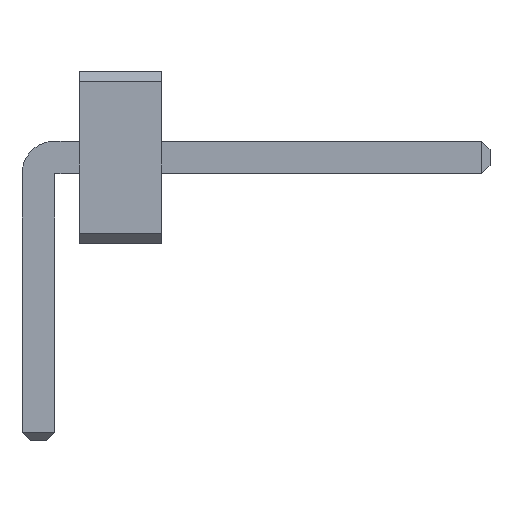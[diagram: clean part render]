
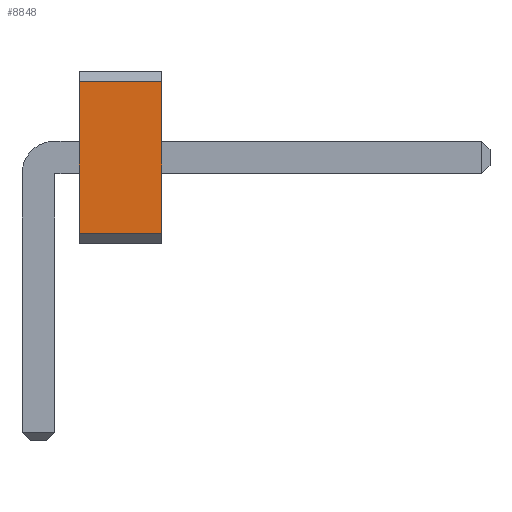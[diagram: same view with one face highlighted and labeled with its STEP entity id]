
A CAD part, front view. The second image highlights one B-rep face of the part: STEP entity #8848.
In plain terms, the highlighted planar face has unit normal (0, -1, 0).
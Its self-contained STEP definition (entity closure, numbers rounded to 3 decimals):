
#910 = VERTEX_POINT('',#911);
#911 = CARTESIAN_POINT('',(0.5,-41.275,1.973));
#917 = EDGE_CURVE('',#918,#910,#920,.T.);
#918 = VERTEX_POINT('',#919);
#919 = CARTESIAN_POINT('',(0.5,-41.275,0.127));
#920 = LINE('',#921,#922);
#921 = CARTESIAN_POINT('',(0.5,-41.275,0.127));
#922 = VECTOR('',#923,1.);
#923 = DIRECTION('',(0.,0.,1.));
#3617 = VERTEX_POINT('',#3618);
#3618 = CARTESIAN_POINT('',(1.5,-41.275,1.973));
#3624 = EDGE_CURVE('',#3625,#3617,#3627,.T.);
#3625 = VERTEX_POINT('',#3626);
#3626 = CARTESIAN_POINT('',(1.5,-41.275,0.127));
#3627 = LINE('',#3628,#3629);
#3628 = CARTESIAN_POINT('',(1.5,-41.275,0.127));
#3629 = VECTOR('',#3630,1.);
#3630 = DIRECTION('',(0.,0.,1.));
#8820 = EDGE_CURVE('',#918,#3625,#8821,.T.);
#8821 = LINE('',#8822,#8823);
#8822 = CARTESIAN_POINT('',(0.5,-41.275,0.127));
#8823 = VECTOR('',#8824,1.);
#8824 = DIRECTION('',(1.,0.,0.));
#8848 = ADVANCED_FACE('',(#8849),#8860,.T.);
#8849 = FACE_BOUND('',#8850,.T.);
#8850 = EDGE_LOOP('',(#8851,#8852,#8853,#8859));
#8851 = ORIENTED_EDGE('',*,*,#8820,.T.);
#8852 = ORIENTED_EDGE('',*,*,#3624,.T.);
#8853 = ORIENTED_EDGE('',*,*,#8854,.F.);
#8854 = EDGE_CURVE('',#910,#3617,#8855,.T.);
#8855 = LINE('',#8856,#8857);
#8856 = CARTESIAN_POINT('',(0.5,-41.275,1.973));
#8857 = VECTOR('',#8858,1.);
#8858 = DIRECTION('',(1.,0.,0.));
#8859 = ORIENTED_EDGE('',*,*,#917,.F.);
#8860 = PLANE('',#8861);
#8861 = AXIS2_PLACEMENT_3D('',#8862,#8863,#8864);
#8862 = CARTESIAN_POINT('',(0.5,-41.275,0.127));
#8863 = DIRECTION('',(0.,-1.,0.));
#8864 = DIRECTION('',(0.,0.,1.));
